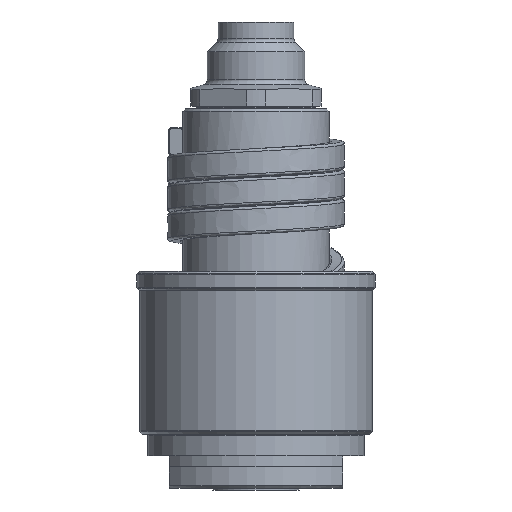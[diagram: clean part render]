
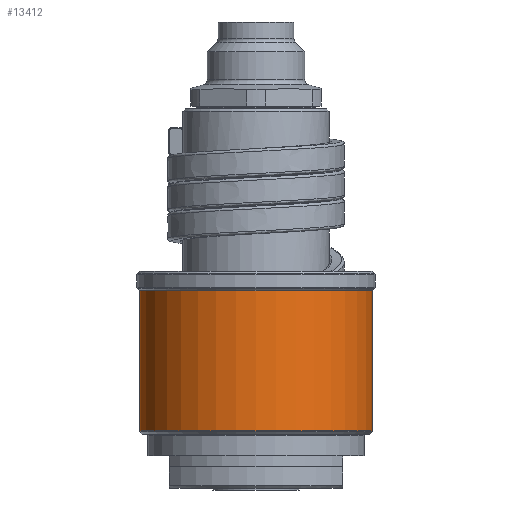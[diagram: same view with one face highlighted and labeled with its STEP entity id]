
A CAD part, front view. The second image highlights one B-rep face of the part: STEP entity #13412.
In plain terms, the highlighted cylindrical face has radius 21.5 mm (diameter 43 mm), a partial arc.
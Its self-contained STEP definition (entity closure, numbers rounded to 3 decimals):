
#5000=CARTESIAN_POINT('',(0.,0.,10.583));
#5001=DIRECTION('',(0.,0.,1.));
#5002=DIRECTION('',(-1.,0.,0.));
#5003=AXIS2_PLACEMENT_3D('',#5000,#5001,#5002);
#5005=DIRECTION('',(0.,0.,-1.));
#5006=VECTOR('',#5005,25.834);
#5007=CARTESIAN_POINT('',(-21.5,0.,36.417));
#5008=LINE('',#5007,#5006);
#5009=CARTESIAN_POINT('',(0.,0.,36.417));
#5010=DIRECTION('',(0.,0.,1.));
#5011=DIRECTION('',(-1.,0.,0.));
#5012=AXIS2_PLACEMENT_3D('',#5009,#5010,#5011);
#5014=DIRECTION('',(0.,0.,-1.));
#5015=VECTOR('',#5014,25.834);
#5016=CARTESIAN_POINT('',(21.5,0.,36.417));
#5017=LINE('',#5016,#5015);
#5346=CARTESIAN_POINT('',(21.5,0.,36.417));
#5347=CARTESIAN_POINT('',(-21.5,0.,36.417));
#5348=VERTEX_POINT('',#5346);
#5349=VERTEX_POINT('',#5347);
#5372=CARTESIAN_POINT('',(21.5,0.,10.583));
#5373=VERTEX_POINT('',#5372);
#5374=CARTESIAN_POINT('',(-21.5,0.,10.583));
#5375=VERTEX_POINT('',#5374);
#13400=CARTESIAN_POINT('',(0.,0.,8.5));
#13401=DIRECTION('',(0.,0.,1.));
#13402=DIRECTION('',(-1.,0.,0.));
#13403=AXIS2_PLACEMENT_3D('',#13400,#13401,#13402);
#13404=CYLINDRICAL_SURFACE('',#13403,21.5);
#13405=ORIENTED_EDGE('',*,*,#11635,.F.);
#13406=ORIENTED_EDGE('',*,*,#11616,.F.);
#13408=ORIENTED_EDGE('',*,*,#13407,.T.);
#13409=ORIENTED_EDGE('',*,*,#11612,.T.);
#13410=EDGE_LOOP('',(#13405,#13406,#13408,#13409));
#13411=FACE_OUTER_BOUND('',#13410,.F.);
#5004=CIRCLE('',#5003,21.5);
#5013=CIRCLE('',#5012,21.5);
#11612=EDGE_CURVE('',#5348,#5373,#5017,.T.);
#11616=EDGE_CURVE('',#5349,#5375,#5008,.T.);
#11635=EDGE_CURVE('',#5375,#5373,#5004,.T.);
#13407=EDGE_CURVE('',#5349,#5348,#5013,.T.);
#13412=ADVANCED_FACE('',(#13411),#13404,.T.);
